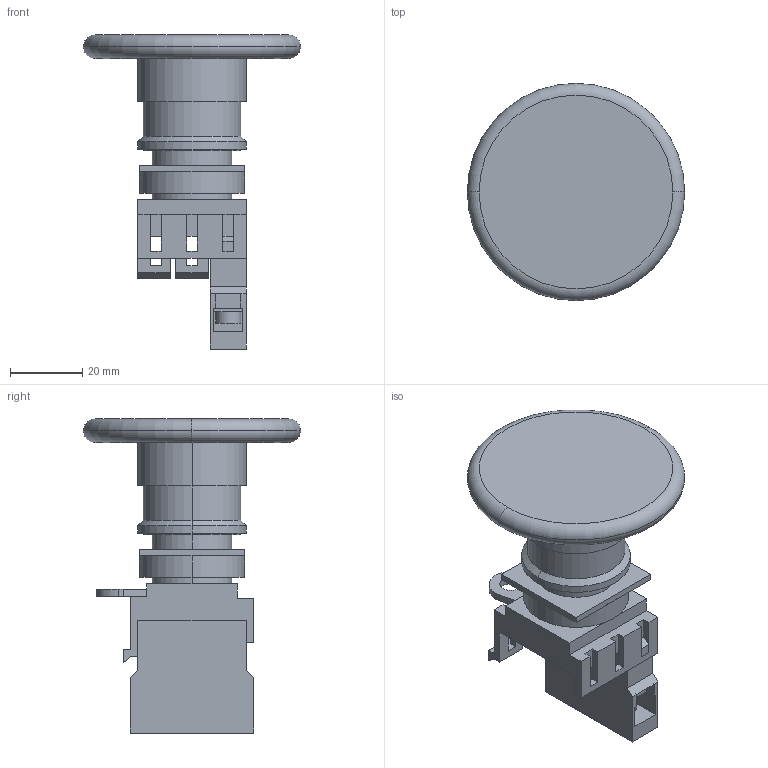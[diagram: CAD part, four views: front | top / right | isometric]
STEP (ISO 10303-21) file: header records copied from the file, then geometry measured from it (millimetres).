
FILE_DESCRIPTION (( 'STEP AP214' ), '1' );
FILE_NAME ('OMRON-A22E_L_01.step.step', '2010-04-16T18:25:12', ( 'sysAdmin' ), ( 'SolidWorks' ), 'SwSTEP 2.0', 'SolidWorks 2010', '' );
FILE_SCHEMA (( 'AUTOMOTIVE_DESIGN' ));
Length unit declared in the file: millimetre
Products named in the file (7): OMRON-A22E_L_01.step_A22E_L_NUTS; OMRON-A22E_L_01.step_A22E_L_BASE; OMRON-A22E_L_01.step_A22_01M; OMRON-A22E_L_01.step_A22_01; OMRON-A22E_L_01.step_A22_3200; OMRON-A22E_L_01.step; OMRON-A22E_L_01.step_A22E_L
Assembly tree (6 placements, depth 3):
  OMRON-A22E_L_01.step
    OMRON-A22E_L_01.step_A22E_L
      OMRON-A22E_L_01.step_A22E_L_BASE
      OMRON-A22E_L_01.step_A22E_L_NUTS
    OMRON-A22E_L_01.step_A22_01M
      OMRON-A22E_L_01.step_A22_01
      OMRON-A22E_L_01.step_A22_3200
Bounding box: 60 x 60 x 86.7 mm (x, y, z)
Volume: 56557.7 mm3; surface area: 22355.1 mm2
Topology: 4 solids, 4 shells, 174 faces, 466 edges, 298 vertices
Faces by surface type: plane 136, cylinder 32, torus 4, cone 2
Entity records: 5988 total; most frequent: CARTESIAN_POINT 949, ORIENTED_EDGE 932, DIRECTION 912, EDGE_CURVE 466, LINE 390, VECTOR 390, VERTEX_POINT 298, AXIS2_PLACEMENT_3D 261
